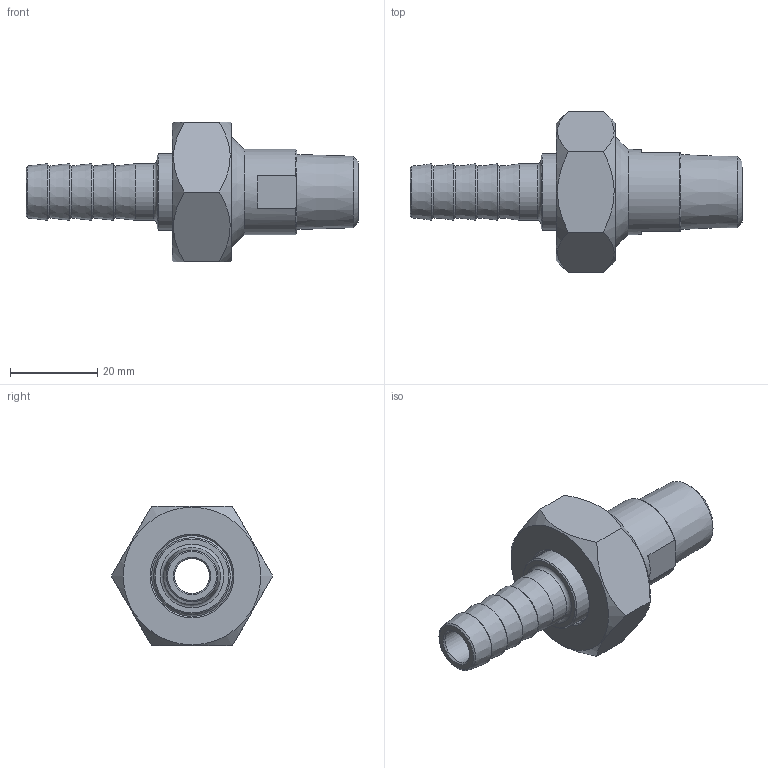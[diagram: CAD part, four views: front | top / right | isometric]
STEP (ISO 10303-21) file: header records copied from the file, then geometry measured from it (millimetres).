
FILE_DESCRIPTION(/* description */ (''),/* implementation_level */ '2;1');
FILE_NAME(/* name */ '3D_R666-SLE-UG-13-DN20-DN10_171130914.stp',/* time_stamp */ '2021-07-14T08:28:13+02:00',/* author */ ('cad'),/* organization */ (''),/* preprocessor_version */ 'ST-DEVELOPER v18.1',/* originating_system */ 'Autodesk Inventor 2022',/* authorisation */ '');
FILE_SCHEMA (('AUTOMOTIVE_DESIGN { 1 0 10303 214 3 1 1 }'));
Length unit declared in the file: millimetre
Products named in the file (4): 3D_R666-SLE-UG-13-DN20-DN10_171130914; 3D_R666-M-DN20_17113920; 3D_R666-UG-DN10-DN20_17113615; 3D_R666-SLE-13-DN20_17113445
Assembly tree (3 placements, depth 2):
  3D_R666-SLE-UG-13-DN20-DN10_171130914
    3D_R666-M-DN20_17113920
    3D_R666-UG-DN10-DN20_17113615
    3D_R666-SLE-13-DN20_17113445
Bounding box: 76 x 36.95 x 32 mm (x, y, z)
Volume: 18937.8 mm3; surface area: 10904.5 mm2
Topology: 3 solids, 3 shells, 64 faces, 142 edges, 92 vertices
Faces by surface type: cone 24, plane 24, cylinder 9, torus 7
Full cylindrical faces by diameter (mm): 8 x1, 10 x1, 13 x1, 17.5 x1, 18.5 x1, 19.5 x1, 23.5 x1, 24.117 x1, 26.4 x1
Entity records: 1942 total; most frequent: DIRECTION 349, CARTESIAN_POINT 337, ORIENTED_EDGE 284, AXIS2_PLACEMENT_3D 152, EDGE_CURVE 142, VERTEX_POINT 92, CIRCLE 81, EDGE_LOOP 78
